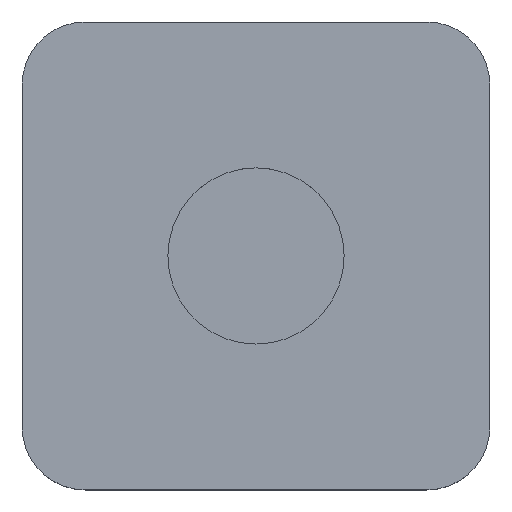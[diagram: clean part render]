
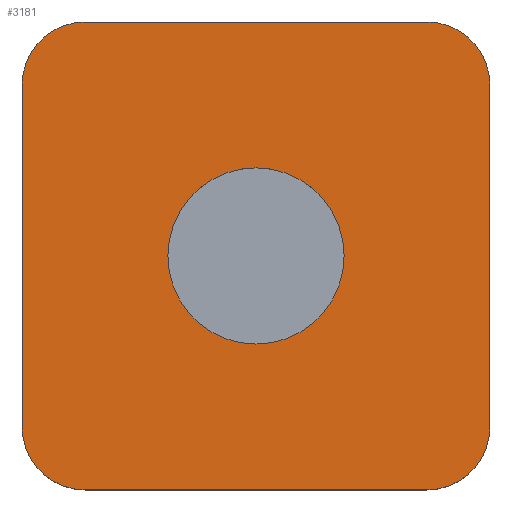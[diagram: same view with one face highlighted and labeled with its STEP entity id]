
A CAD part, top view. The second image highlights one B-rep face of the part: STEP entity #3181.
In plain terms, the highlighted planar face has unit normal (0, 0, 1).
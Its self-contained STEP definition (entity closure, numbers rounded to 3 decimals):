
#173=CIRCLE('',#3304,10.3);
#174=CIRCLE('',#3306,10.3);
#175=CIRCLE('',#3308,10.3);
#176=CIRCLE('',#3310,10.3);
#218=CIRCLE('',#3393,14.35);
#655=ORIENTED_EDGE('',*,*,#1101,.T.);
#656=ORIENTED_EDGE('',*,*,#961,.T.);
#657=ORIENTED_EDGE('',*,*,#1102,.T.);
#658=ORIENTED_EDGE('',*,*,#958,.T.);
#659=ORIENTED_EDGE('',*,*,#1103,.T.);
#660=ORIENTED_EDGE('',*,*,#952,.T.);
#661=ORIENTED_EDGE('',*,*,#1104,.T.);
#662=ORIENTED_EDGE('',*,*,#955,.T.);
#663=ORIENTED_EDGE('',*,*,#1105,.F.);
#952=EDGE_CURVE('',#1216,#1217,#173,.T.);
#955=EDGE_CURVE('',#1218,#1219,#174,.T.);
#958=EDGE_CURVE('',#1220,#1221,#175,.T.);
#961=EDGE_CURVE('',#1222,#1223,#176,.T.);
#1101=EDGE_CURVE('',#1219,#1222,#1480,.T.);
#1102=EDGE_CURVE('',#1223,#1220,#1481,.T.);
#1103=EDGE_CURVE('',#1221,#1216,#1482,.T.);
#1104=EDGE_CURVE('',#1217,#1218,#1483,.T.);
#1105=EDGE_CURVE('',#1312,#1312,#218,.T.);
#1216=VERTEX_POINT('',#4292);
#1217=VERTEX_POINT('',#4294);
#1218=VERTEX_POINT('',#4298);
#1219=VERTEX_POINT('',#4300);
#1220=VERTEX_POINT('',#4304);
#1221=VERTEX_POINT('',#4306);
#1222=VERTEX_POINT('',#4310);
#1223=VERTEX_POINT('',#4312);
#1312=VERTEX_POINT('',#5037);
#1480=LINE('',#5032,#1629);
#1481=LINE('',#5033,#1630);
#1482=LINE('',#5034,#1631);
#1483=LINE('',#5035,#1632);
#1629=VECTOR('',#3922,1000.);
#1630=VECTOR('',#3923,1000.);
#1631=VECTOR('',#3924,1000.);
#1632=VECTOR('',#3925,1000.);
#1735=EDGE_LOOP('',(#655,#656,#657,#658,#659,#660,#661,#662));
#1736=EDGE_LOOP('',(#663));
#1921=FACE_BOUND('',#1735,.T.);
#1922=FACE_BOUND('',#1736,.T.);
#2058=PLANE('',#3392);
#3181=ADVANCED_FACE('',(#1921,#1922),#2058,.T.);
#3304=AXIS2_PLACEMENT_3D('',#4295,#3683,#3684);
#3306=AXIS2_PLACEMENT_3D('',#4301,#3689,#3690);
#3308=AXIS2_PLACEMENT_3D('',#4307,#3695,#3696);
#3310=AXIS2_PLACEMENT_3D('',#4313,#3701,#3702);
#3392=AXIS2_PLACEMENT_3D('',#5031,#3920,#3921);
#3393=AXIS2_PLACEMENT_3D('',#5036,#3926,#3927);
#3683=DIRECTION('',(0.,0.,1.));
#3684=DIRECTION('',(1.,0.,0.));
#3689=DIRECTION('',(0.,0.,1.));
#3690=DIRECTION('',(1.,0.,0.));
#3695=DIRECTION('',(0.,0.,1.));
#3696=DIRECTION('',(1.,0.,0.));
#3701=DIRECTION('',(0.,0.,1.));
#3702=DIRECTION('',(1.,0.,0.));
#3920=DIRECTION('',(0.,0.,1.));
#3921=DIRECTION('',(1.,0.,0.));
#3922=DIRECTION('',(0.,1.,0.));
#3923=DIRECTION('',(-1.,0.,0.));
#3924=DIRECTION('',(0.,-1.,0.));
#3925=DIRECTION('',(1.,0.,0.));
#3926=DIRECTION('',(0.,0.,1.));
#3927=DIRECTION('',(1.,0.,0.));
#4292=CARTESIAN_POINT('',(-38.1,-27.8,0.));
#4294=CARTESIAN_POINT('',(-27.8,-38.1,0.));
#4295=CARTESIAN_POINT('',(-27.8,-27.8,0.));
#4298=CARTESIAN_POINT('',(27.8,-38.1,0.));
#4300=CARTESIAN_POINT('',(38.1,-27.8,0.));
#4301=CARTESIAN_POINT('',(27.8,-27.8,0.));
#4304=CARTESIAN_POINT('',(-27.8,38.1,0.));
#4306=CARTESIAN_POINT('',(-38.1,27.8,0.));
#4307=CARTESIAN_POINT('',(-27.8,27.8,0.));
#4310=CARTESIAN_POINT('',(38.1,27.8,0.));
#4312=CARTESIAN_POINT('',(27.8,38.1,0.));
#4313=CARTESIAN_POINT('',(27.8,27.8,0.));
#5031=CARTESIAN_POINT('',(-38.1,38.1,0.));
#5032=CARTESIAN_POINT('',(38.1,38.1,0.));
#5033=CARTESIAN_POINT('',(-38.1,38.1,0.));
#5034=CARTESIAN_POINT('',(-38.1,38.1,0.));
#5035=CARTESIAN_POINT('',(-38.1,-38.1,0.));
#5036=CARTESIAN_POINT('',(0.,0.,0.));
#5037=CARTESIAN_POINT('',(14.35,0.,0.));
